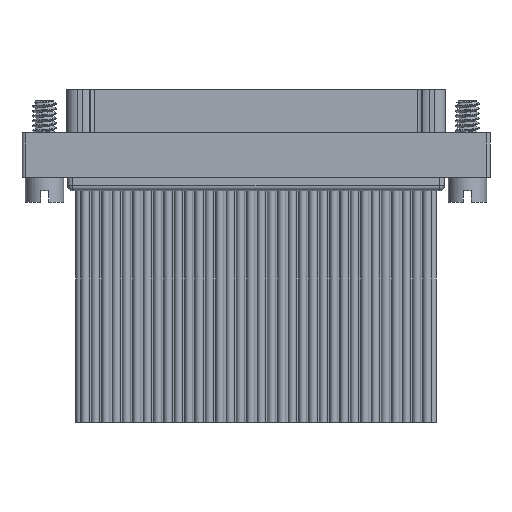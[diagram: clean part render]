
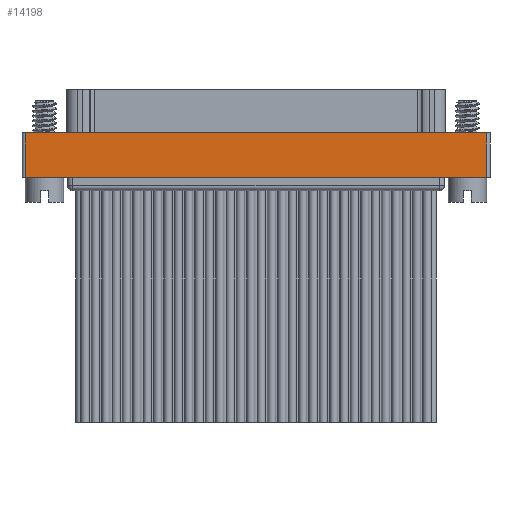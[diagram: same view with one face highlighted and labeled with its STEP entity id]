
A CAD part, front view. The second image highlights one B-rep face of the part: STEP entity #14198.
In plain terms, the highlighted planar face has unit normal (0, -1, 0).
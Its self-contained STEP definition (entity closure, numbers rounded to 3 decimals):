
#979=DIRECTION('',(0.,0.,-1.));
#980=VECTOR('',#979,2.75);
#981=CARTESIAN_POINT('',(-14.14,-0.884,36.23));
#982=LINE('',#981,#980);
#987=DIRECTION('',(1.,0.,0.));
#988=VECTOR('',#987,28.28);
#989=CARTESIAN_POINT('',(-14.14,-0.884,36.23));
#990=LINE('',#989,#988);
#991=DIRECTION('',(-1.,0.,0.));
#992=VECTOR('',#991,28.28);
#993=CARTESIAN_POINT('',(14.14,-0.884,33.48));
#994=LINE('',#993,#992);
#999=DIRECTION('',(0.,0.,1.));
#1000=VECTOR('',#999,2.75);
#1001=CARTESIAN_POINT('',(14.14,-0.884,33.48));
#1002=LINE('',#1001,#1000);
#11543=CARTESIAN_POINT('',(14.14,-0.884,36.23));
#11544=VERTEX_POINT('',#11543);
#11545=CARTESIAN_POINT('',(-14.14,-0.884,36.23));
#11546=VERTEX_POINT('',#11545);
#11599=CARTESIAN_POINT('',(14.14,-0.884,33.48));
#11600=VERTEX_POINT('',#11599);
#11601=CARTESIAN_POINT('',(-14.14,-0.884,33.48));
#11602=VERTEX_POINT('',#11601);
#14186=CARTESIAN_POINT('',(0.,-0.884,34.855));
#14187=DIRECTION('',(0.,1.,0.));
#14188=DIRECTION('',(0.,0.,1.));
#14189=AXIS2_PLACEMENT_3D('',#14186,#14187,#14188);
#14190=PLANE('',#14189);
#14191=ORIENTED_EDGE('',*,*,#14035,.T.);
#14193=ORIENTED_EDGE('',*,*,#14192,.F.);
#14194=ORIENTED_EDGE('',*,*,#14115,.T.);
#14195=ORIENTED_EDGE('',*,*,#14179,.F.);
#14196=EDGE_LOOP('',(#14191,#14193,#14194,#14195));
#14197=FACE_OUTER_BOUND('',#14196,.F.);
#14035=EDGE_CURVE('',#11546,#11544,#990,.T.);
#14115=EDGE_CURVE('',#11600,#11602,#994,.T.);
#14179=EDGE_CURVE('',#11546,#11602,#982,.T.);
#14192=EDGE_CURVE('',#11600,#11544,#1002,.T.);
#14198=ADVANCED_FACE('',(#14197),#14190,.F.);
